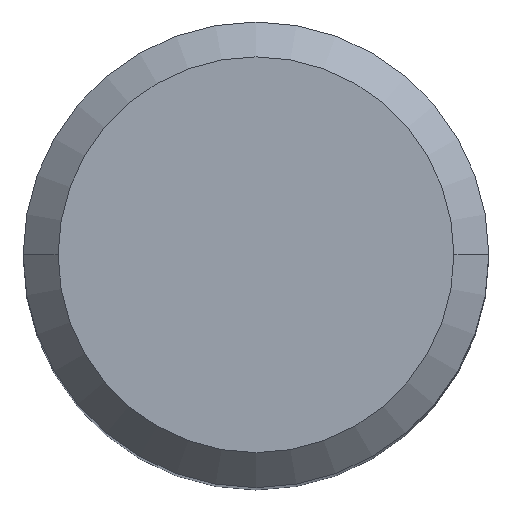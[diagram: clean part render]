
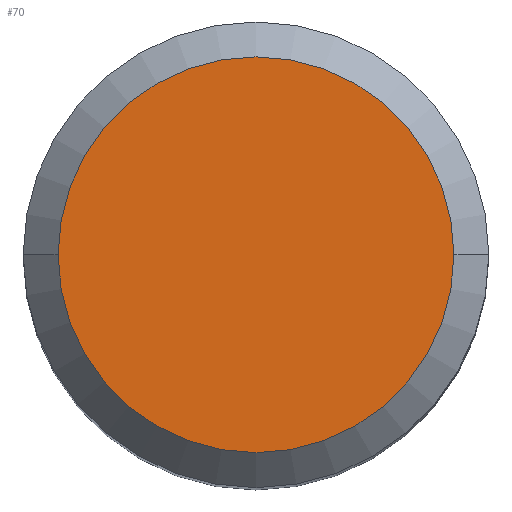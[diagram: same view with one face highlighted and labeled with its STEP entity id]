
A CAD part, top view. The second image highlights one B-rep face of the part: STEP entity #70.
In plain terms, the highlighted planar face has unit normal (0, 0, 1).
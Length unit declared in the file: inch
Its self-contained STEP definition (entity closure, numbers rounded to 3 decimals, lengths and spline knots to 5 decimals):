
#8 = DIRECTION ( 'NONE',  ( 0., 0., 1. ) ) ;
#12 = CARTESIAN_POINT ( 'NONE',  ( 0., 0., 0. ) ) ;
#23 = EDGE_CURVE ( 'NONE', #230, #72, #487, .T. ) ;
#30 = ORIENTED_EDGE ( 'NONE', *, *, #403, .T. ) ;
#70 = ADVANCED_FACE ( 'NONE', ( #386 ), #458, .F. ) ;
#72 = VERTEX_POINT ( 'NONE', #146 ) ;
#120 = CARTESIAN_POINT ( 'NONE',  ( 0., 0., 0. ) ) ;
#146 = CARTESIAN_POINT ( 'NONE',  ( -0.26563, 0., 0. ) ) ;
#160 = CARTESIAN_POINT ( 'NONE',  ( 0., 0., 0. ) ) ;
#197 = DIRECTION ( 'NONE',  ( -1., 0., 0. ) ) ;
#230 = VERTEX_POINT ( 'NONE', #416 ) ;
#240 = DIRECTION ( 'NONE',  ( 0., 0., 1. ) ) ;
#255 = DIRECTION ( 'NONE',  ( 1., 0., 0. ) ) ;
#257 = AXIS2_PLACEMENT_3D ( 'NONE', #160, #240, #388 ) ;
#301 = EDGE_LOOP ( 'NONE', ( #30, #331 ) ) ;
#331 = ORIENTED_EDGE ( 'NONE', *, *, #23, .T. ) ;
#350 = CIRCLE ( 'NONE', #257, 0.26563 ) ;
#354 = AXIS2_PLACEMENT_3D ( 'NONE', #12, #380, #197 ) ;
#380 = DIRECTION ( 'NONE',  ( 0., 0., -1. ) ) ;
#386 = FACE_OUTER_BOUND ( 'NONE', #301, .T. ) ;
#388 = DIRECTION ( 'NONE',  ( 1., 0., 0. ) ) ;
#403 = EDGE_CURVE ( 'NONE', #72, #230, #350, .T. ) ;
#416 = CARTESIAN_POINT ( 'NONE',  ( 0.26563, 0., 0. ) ) ;
#442 = AXIS2_PLACEMENT_3D ( 'NONE', #120, #8, #255 ) ;
#458 = PLANE ( 'NONE',  #354 ) ;
#487 = CIRCLE ( 'NONE', #442, 0.26563 ) ;
